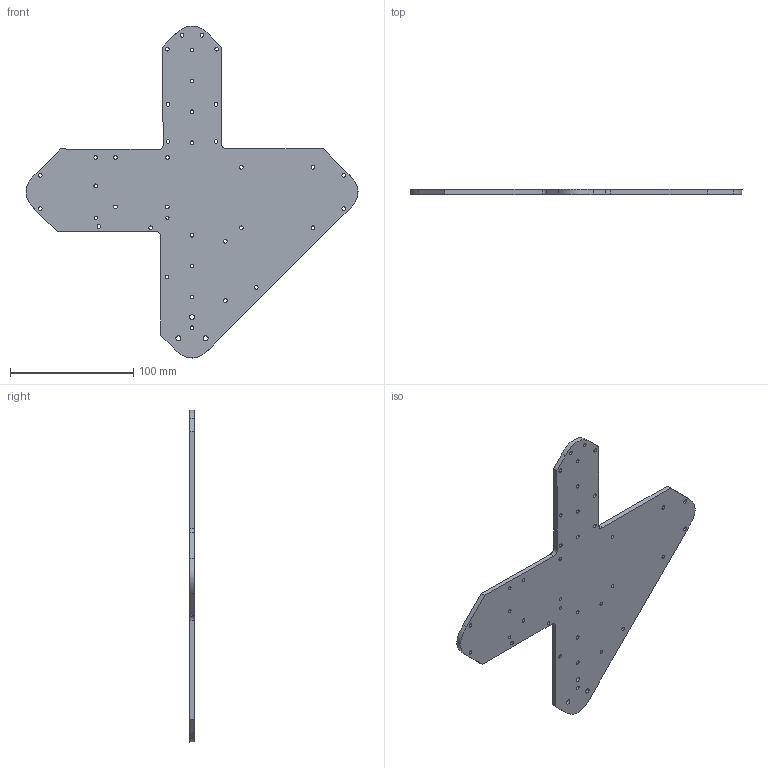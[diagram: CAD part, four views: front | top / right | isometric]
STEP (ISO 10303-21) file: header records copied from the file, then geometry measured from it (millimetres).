
FILE_DESCRIPTION(/* description */ (''),/* implementation_level */ '2;1');
FILE_NAME(/* name */ 'Base Plate.step',/* time_stamp */ '2022-05-18T19:26:51-04:00',/* author */ (''),/* organization */ (''),/* preprocessor_version */ 'ST-DEVELOPER v18.1',/* originating_system */ 'Autodesk Translation Framework v10.14.0.1471',/* authorisation */ '');
FILE_SCHEMA (('AUTOMOTIVE_DESIGN { 1 0 10303 214 3 1 1 }'));
Length unit declared in the file: millimetre
Products named in the file (1): Base Plate
Bounding box: 269.12 x 4 x 269.12 mm (x, y, z)
Volume: 116275.9 mm3; surface area: 63363.4 mm2
Topology: 1 solids, 1 shells, 63 faces, 183 edges, 122 vertices
Faces by surface type: cylinder 44, plane 15, bspline 4
Full cylindrical faces by diameter (mm): 2.75 x2, 2.9 x1, 3 x35, 4 x3
Entity records: 2506 total; most frequent: CARTESIAN_POINT 597, DIRECTION 375, ORIENTED_EDGE 366, EDGE_CURVE 183, AXIS2_PLACEMENT_3D 148, EDGE_LOOP 145, VERTEX_POINT 122, CIRCLE 88
